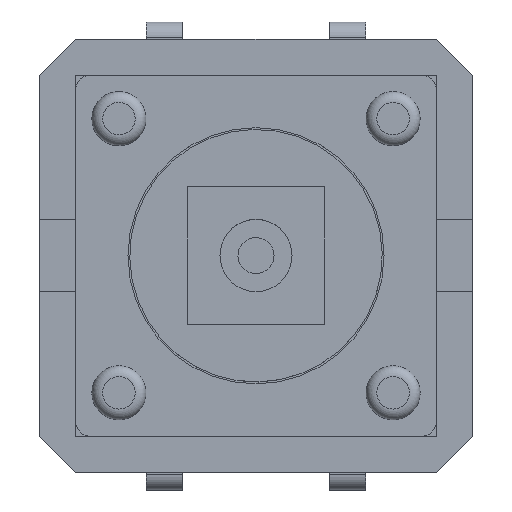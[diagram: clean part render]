
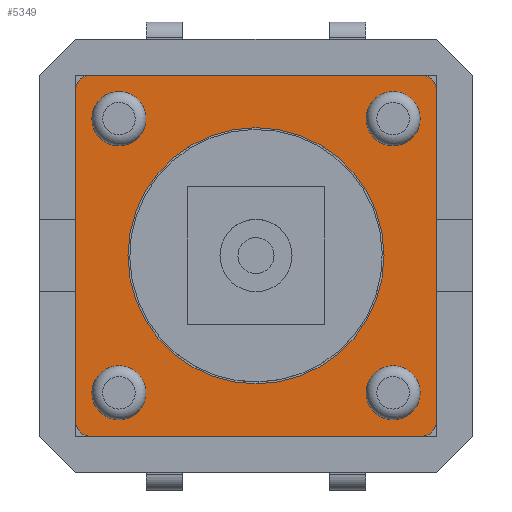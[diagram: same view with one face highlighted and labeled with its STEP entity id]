
A CAD part, top view. The second image highlights one B-rep face of the part: STEP entity #5349.
In plain terms, the highlighted planar face has unit normal (0, 0, 1).
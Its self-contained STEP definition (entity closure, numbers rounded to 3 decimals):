
#72=FACE_BOUND('',#826,.T.);
#228=CIRCLE('',#5741,3.55);
#229=CIRCLE('',#5743,0.4);
#230=CIRCLE('',#5744,0.4);
#231=CIRCLE('',#5745,0.4);
#232=CIRCLE('',#5746,0.4);
#495=FACE_OUTER_BOUND('',#825,.T.);
#825=EDGE_LOOP('',(#4137,#4138,#4139,#4140,#4141,#4142,#4143,#4144));
#826=EDGE_LOOP('',(#4145));
#1293=LINE('',#8358,#1872);
#1294=LINE('',#8362,#1873);
#1295=LINE('',#8366,#1874);
#1296=LINE('',#8370,#1875);
#1872=VECTOR('',#6729,1.);
#1873=VECTOR('',#6732,1.);
#1874=VECTOR('',#6735,1.);
#1875=VECTOR('',#6738,1.);
#2402=VERTEX_POINT('',#8352);
#2403=VERTEX_POINT('',#8356);
#2404=VERTEX_POINT('',#8357);
#2405=VERTEX_POINT('',#8359);
#2406=VERTEX_POINT('',#8361);
#2407=VERTEX_POINT('',#8363);
#2408=VERTEX_POINT('',#8365);
#2409=VERTEX_POINT('',#8367);
#2410=VERTEX_POINT('',#8369);
#3023=EDGE_CURVE('',#2402,#2402,#228,.T.);
#3024=EDGE_CURVE('',#2403,#2404,#1293,.T.);
#3025=EDGE_CURVE('',#2403,#2405,#229,.T.);
#3026=EDGE_CURVE('',#2406,#2405,#1294,.T.);
#3027=EDGE_CURVE('',#2406,#2407,#230,.T.);
#3028=EDGE_CURVE('',#2408,#2407,#1295,.T.);
#3029=EDGE_CURVE('',#2408,#2409,#231,.T.);
#3030=EDGE_CURVE('',#2410,#2409,#1296,.T.);
#3031=EDGE_CURVE('',#2410,#2404,#232,.T.);
#4137=ORIENTED_EDGE('',*,*,#3024,.F.);
#4138=ORIENTED_EDGE('',*,*,#3025,.T.);
#4139=ORIENTED_EDGE('',*,*,#3026,.F.);
#4140=ORIENTED_EDGE('',*,*,#3027,.T.);
#4141=ORIENTED_EDGE('',*,*,#3028,.F.);
#4142=ORIENTED_EDGE('',*,*,#3029,.T.);
#4143=ORIENTED_EDGE('',*,*,#3030,.F.);
#4144=ORIENTED_EDGE('',*,*,#3031,.T.);
#4145=ORIENTED_EDGE('',*,*,#3023,.F.);
#5116=PLANE('',#5742);
#5349=ADVANCED_FACE('',(#495,#72),#5116,.T.);
#5741=AXIS2_PLACEMENT_3D('',#8354,#6725,#6726);
#5742=AXIS2_PLACEMENT_3D('',#8355,#6727,#6728);
#5743=AXIS2_PLACEMENT_3D('',#8360,#6730,#6731);
#5744=AXIS2_PLACEMENT_3D('',#8364,#6733,#6734);
#5745=AXIS2_PLACEMENT_3D('',#8368,#6736,#6737);
#5746=AXIS2_PLACEMENT_3D('',#8371,#6739,#6740);
#6725=DIRECTION('center_axis',(0.,0.,1.));
#6726=DIRECTION('ref_axis',(-1.,0.,0.));
#6727=DIRECTION('center_axis',(0.,0.,1.));
#6728=DIRECTION('ref_axis',(1.,0.,0.));
#6729=DIRECTION('',(0.,-1.,0.));
#6730=DIRECTION('center_axis',(0.,0.,1.));
#6731=DIRECTION('ref_axis',(-1.,0.,0.));
#6732=DIRECTION('',(1.,0.,0.));
#6733=DIRECTION('center_axis',(0.,0.,1.));
#6734=DIRECTION('ref_axis',(-1.,0.,0.));
#6735=DIRECTION('',(0.,1.,0.));
#6736=DIRECTION('center_axis',(0.,0.,1.));
#6737=DIRECTION('ref_axis',(-1.,0.,0.));
#6738=DIRECTION('',(-1.,0.,0.));
#6739=DIRECTION('center_axis',(0.,0.,1.));
#6740=DIRECTION('ref_axis',(-1.,0.,0.));
#8352=CARTESIAN_POINT('',(-3.55,0.,3.3));
#8354=CARTESIAN_POINT('Origin',(0.,0.,3.3));
#8355=CARTESIAN_POINT('Origin',(0.,0.,3.3));
#8356=CARTESIAN_POINT('',(5.,4.6,3.3));
#8357=CARTESIAN_POINT('',(5.,-4.6,3.3));
#8358=CARTESIAN_POINT('',(5.,0.,3.3));
#8359=CARTESIAN_POINT('',(4.6,5.,3.3));
#8360=CARTESIAN_POINT('Origin',(4.6,4.6,3.3));
#8361=CARTESIAN_POINT('',(-4.6,5.,3.3));
#8362=CARTESIAN_POINT('',(0.,5.,3.3));
#8363=CARTESIAN_POINT('',(-5.,4.6,3.3));
#8364=CARTESIAN_POINT('Origin',(-4.6,4.6,3.3));
#8365=CARTESIAN_POINT('',(-5.,-4.6,3.3));
#8366=CARTESIAN_POINT('',(-5.,0.,3.3));
#8367=CARTESIAN_POINT('',(-4.6,-5.,3.3));
#8368=CARTESIAN_POINT('Origin',(-4.6,-4.6,3.3));
#8369=CARTESIAN_POINT('',(4.6,-5.,3.3));
#8370=CARTESIAN_POINT('',(0.,-5.,3.3));
#8371=CARTESIAN_POINT('Origin',(4.6,-4.6,3.3));
